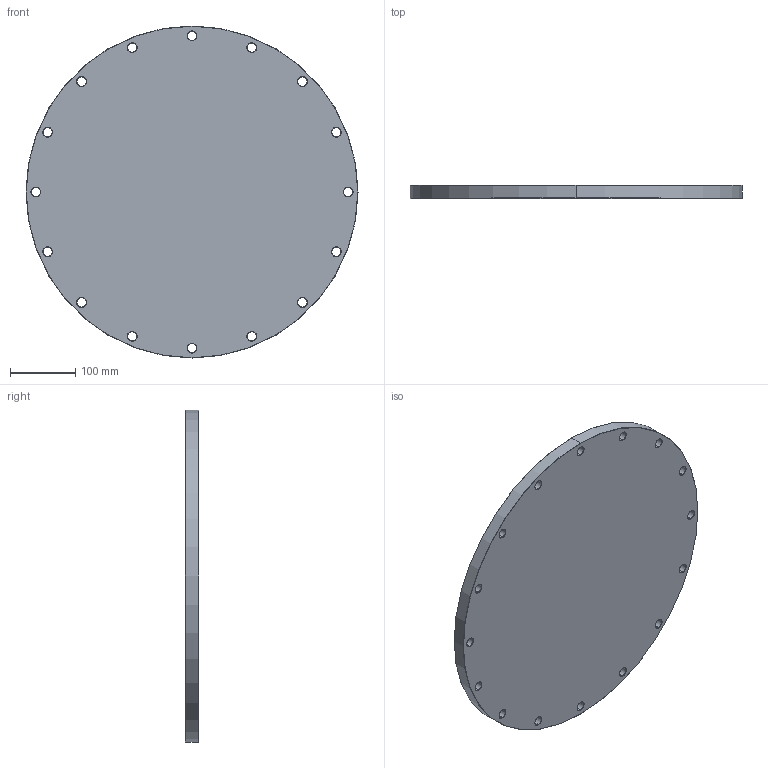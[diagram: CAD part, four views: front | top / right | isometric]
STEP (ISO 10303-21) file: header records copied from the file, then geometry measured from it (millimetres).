
FILE_DESCRIPTION (( 'STEP AP214' ), '1' );
FILE_NAME ('Hositrad_ISO-F400B.STEP', '2013-04-12T14:52:54', ( '' ), ( '' ), 'SwSTEP 2.0', 'SolidWorks 2013', '' );
FILE_SCHEMA (( 'AUTOMOTIVE_DESIGN' ));
Length unit declared in the file: millimetre
Products named in the file (1): Hositrad_ISO-F400B
Bounding box: 510 x 20 x 510 mm (x, y, z)
Volume: 4013439.5 mm3; surface area: 459363 mm2
Topology: 1 solids, 1 shells, 114 faces, 258 edges, 148 vertices
Faces by surface type: cone 72, cylinder 38, plane 4
Entity records: 3272 total; most frequent: DIRECTION 636, CARTESIAN_POINT 521, ORIENTED_EDGE 516, AXIS2_PLACEMENT_3D 263, EDGE_CURVE 258, VERTEX_POINT 148, CIRCLE 148, EDGE_LOOP 148
